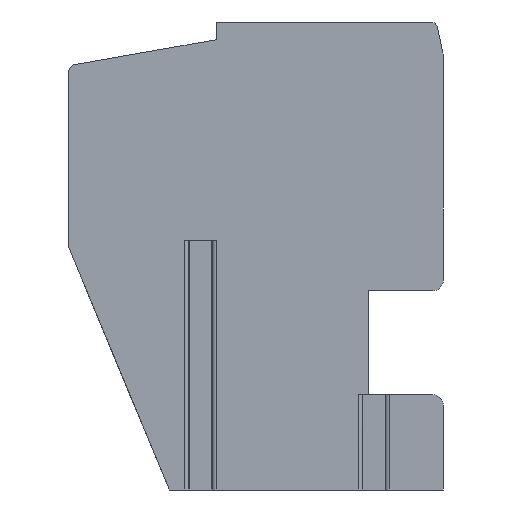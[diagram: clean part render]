
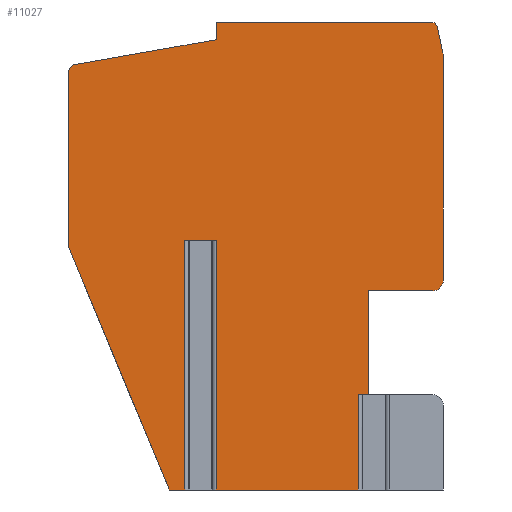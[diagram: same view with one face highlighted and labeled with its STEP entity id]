
A CAD part, left-side view. The second image highlights one B-rep face of the part: STEP entity #11027.
In plain terms, the highlighted planar face has unit normal (-1, 0, 0).
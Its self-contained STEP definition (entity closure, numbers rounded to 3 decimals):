
#18=DIRECTION('',(0.,0.,-1.));
#19=VECTOR('',#18,2.75);
#20=CARTESIAN_POINT('',(0.,-2.949,
-4.));
#21=LINE('',#20,#19);
#22=DIRECTION('',(0.,0.,-1.));
#23=VECTOR('',#22,7.2);
#24=CARTESIAN_POINT('',(0.,1.149,0.45));
#25=LINE('',#24,#23);
#26=DIRECTION('',(0.,1.,0.));
#27=VECTOR('',#26,0.901);
#28=CARTESIAN_POINT('',(0.,1.149,0.45));
#29=LINE('',#28,#27);
#30=DIRECTION('',(0.,0.,-1.));
#31=VECTOR('',#30,7.2);
#32=CARTESIAN_POINT('',(0.,2.05,0.45));
#33=LINE('',#32,#31);
#34=DIRECTION('',(0.,-0.383,-0.924));
#35=VECTOR('',#34,7.577);
#36=CARTESIAN_POINT('',(0.,5.4,0.25));
#37=LINE('',#36,#35);
#38=DIRECTION('',(0.,0.,1.));
#39=VECTOR('',#38,5.072);
#40=CARTESIAN_POINT('',(0.,5.4,0.25));
#41=LINE('',#40,#39);
#42=CARTESIAN_POINT('',(0.,5.2,5.322));
#43=DIRECTION('',(1.,0.,0.));
#44=DIRECTION('',(0.,1.,0.));
#45=AXIS2_PLACEMENT_3D('',#42,#43,#44);
#47=DIRECTION('',(0.,-0.985,0.174));
#48=VECTOR('',#47,4.148);
#49=CARTESIAN_POINT('',(0.,5.235,5.519));
#50=LINE('',#49,#48);
#51=DIRECTION('',(0.,0.,1.));
#52=VECTOR('',#51,0.511);
#53=CARTESIAN_POINT('',(0.,1.15,6.239));
#54=LINE('',#53,#52);
#55=DIRECTION('',(0.,-1.,0.));
#56=VECTOR('',#55,6.188);
#57=CARTESIAN_POINT('',(0.,1.15,6.75));
#58=LINE('',#57,#56);
#59=CARTESIAN_POINT('',(0.,-5.038,6.55));
#60=DIRECTION('',(1.,0.,0.));
#61=DIRECTION('',(0.,0.,1.));
#62=AXIS2_PLACEMENT_3D('',#59,#60,#61);
#64=DIRECTION('',(0.,-0.208,-0.978));
#65=VECTOR('',#64,0.747);
#66=CARTESIAN_POINT('',(0.,-5.234,6.592));
#67=LINE('',#66,#65);
#68=CARTESIAN_POINT('',(0.,-4.9,5.757));
#69=DIRECTION('',(1.,0.,0.));
#70=DIRECTION('',(0.,-0.978,0.208));
#71=AXIS2_PLACEMENT_3D('',#68,#69,#70);
#73=DIRECTION('',(0.,0.,-1.));
#74=VECTOR('',#73,6.457);
#75=CARTESIAN_POINT('',(0.,-5.4,5.757));
#76=LINE('',#75,#74);
#77=CARTESIAN_POINT('',(0.,-5.1,-0.7));
#78=DIRECTION('',(1.,0.,0.));
#79=DIRECTION('',(0.,-1.,0.));
#80=AXIS2_PLACEMENT_3D('',#77,#78,#79);
#82=DIRECTION('',(0.,1.,0.));
#83=VECTOR('',#82,1.85);
#84=CARTESIAN_POINT('',(0.,-5.1,-1.));
#85=LINE('',#84,#83);
#86=DIRECTION('',(0.,0.,-1.));
#87=VECTOR('',#86,3.);
#88=CARTESIAN_POINT('',(0.,-3.25,-1.));
#89=LINE('',#88,#87);
#90=DIRECTION('',(0.,-1.,0.));
#91=VECTOR('',#90,0.301);
#92=CARTESIAN_POINT('',(0.,-2.949,
-4.));
#93=LINE('',#92,#91);
#309=DIRECTION('',(0.,-1.,0.));
#310=VECTOR('',#309,0.45);
#311=CARTESIAN_POINT('',(0.,2.5,-6.75));
#312=LINE('',#311,#310);
#345=DIRECTION('',(0.,-1.,0.));
#346=VECTOR('',#345,4.099);
#347=CARTESIAN_POINT('',(0.,1.149,
-6.75));
#348=LINE('',#347,#346);
#8491=CARTESIAN_POINT('',(0.,5.4,5.322));
#8492=CARTESIAN_POINT('',(0.,5.235,5.519));
#8493=VERTEX_POINT('',#8491);
#8494=VERTEX_POINT('',#8492);
#8495=CARTESIAN_POINT('',(0.,1.15,6.239));
#8496=VERTEX_POINT('',#8495);
#8497=CARTESIAN_POINT('',(0.,1.15,6.75));
#8498=VERTEX_POINT('',#8497);
#8499=CARTESIAN_POINT('',(0.,-5.038,6.75));
#8500=VERTEX_POINT('',#8499);
#8501=CARTESIAN_POINT('',(0.,-5.234,6.592));
#8502=VERTEX_POINT('',#8501);
#8503=CARTESIAN_POINT('',(0.,-5.389,5.86));
#8504=VERTEX_POINT('',#8503);
#8505=CARTESIAN_POINT('',(0.,-5.4,5.757));
#8506=VERTEX_POINT('',#8505);
#8507=CARTESIAN_POINT('',(0.,-5.4,-0.7));
#8508=VERTEX_POINT('',#8507);
#8509=CARTESIAN_POINT('',(0.,-5.1,-1.));
#8510=VERTEX_POINT('',#8509);
#8511=CARTESIAN_POINT('',(0.,-3.25,-1.));
#8512=VERTEX_POINT('',#8511);
#9653=CARTESIAN_POINT('',(0.,5.4,0.25));
#9654=VERTEX_POINT('',#9653);
#9685=CARTESIAN_POINT('',(0.,1.149,
0.45));
#9686=CARTESIAN_POINT('',(0.,2.05,
0.45));
#9687=VERTEX_POINT('',#9685);
#9688=VERTEX_POINT('',#9686);
#9689=CARTESIAN_POINT('',(0.,1.149,
-6.75));
#9690=VERTEX_POINT('',#9689);
#9691=CARTESIAN_POINT('',(0.,2.05,
-6.75));
#9692=VERTEX_POINT('',#9691);
#9705=CARTESIAN_POINT('',(0.,2.5,-6.75));
#9706=VERTEX_POINT('',#9705);
#9717=CARTESIAN_POINT('',(0.,-2.949,
-4.));
#9718=CARTESIAN_POINT('',(0.,-2.949,
-6.75));
#9719=VERTEX_POINT('',#9717);
#9720=VERTEX_POINT('',#9718);
#9721=CARTESIAN_POINT('',(0.,-3.25,-4.));
#9722=VERTEX_POINT('',#9721);
#10980=CARTESIAN_POINT('',(0.,0.,0.));
#10981=DIRECTION('',(1.,0.,0.));
#10982=DIRECTION('',(0.,0.,-1.));
#10983=AXIS2_PLACEMENT_3D('',#10980,#10981,#10982);
#10984=PLANE('',#10983);
#10986=ORIENTED_EDGE('',*,*,#10985,.T.);
#10988=ORIENTED_EDGE('',*,*,#10987,.F.);
#10990=ORIENTED_EDGE('',*,*,#10989,.F.);
#10992=ORIENTED_EDGE('',*,*,#10991,.T.);
#10994=ORIENTED_EDGE('',*,*,#10993,.T.);
#10996=ORIENTED_EDGE('',*,*,#10995,.F.);
#10998=ORIENTED_EDGE('',*,*,#10997,.F.);
#11000=ORIENTED_EDGE('',*,*,#10999,.T.);
#11002=ORIENTED_EDGE('',*,*,#11001,.T.);
#11004=ORIENTED_EDGE('',*,*,#11003,.T.);
#11006=ORIENTED_EDGE('',*,*,#11005,.T.);
#11008=ORIENTED_EDGE('',*,*,#11007,.T.);
#11010=ORIENTED_EDGE('',*,*,#11009,.T.);
#11012=ORIENTED_EDGE('',*,*,#11011,.T.);
#11014=ORIENTED_EDGE('',*,*,#11013,.T.);
#11016=ORIENTED_EDGE('',*,*,#11015,.T.);
#11018=ORIENTED_EDGE('',*,*,#11017,.T.);
#11020=ORIENTED_EDGE('',*,*,#11019,.T.);
#11022=ORIENTED_EDGE('',*,*,#11021,.T.);
#11024=ORIENTED_EDGE('',*,*,#11023,.F.);
#11025=EDGE_LOOP('',(#10986,#10988,#10990,#10992,#10994,#10996,#10998,#11000,
#11002,#11004,#11006,#11008,#11010,#11012,#11014,#11016,#11018,#11020,#11022,
#11024));
#11026=FACE_OUTER_BOUND('',#11025,.F.);
#11027=ADVANCED_FACE('',(#11026),#10984,.F.);
#46=CIRCLE('',#45,0.2);
#63=CIRCLE('',#62,0.2);
#72=CIRCLE('',#71,0.5);
#81=CIRCLE('',#80,0.3);
#10985=EDGE_CURVE('',#9719,#9720,#21,.T.);
#10987=EDGE_CURVE('',#9690,#9720,#348,.T.);
#10989=EDGE_CURVE('',#9687,#9690,#25,.T.);
#10991=EDGE_CURVE('',#9687,#9688,#29,.T.);
#10993=EDGE_CURVE('',#9688,#9692,#33,.T.);
#10995=EDGE_CURVE('',#9706,#9692,#312,.T.);
#10997=EDGE_CURVE('',#9654,#9706,#37,.T.);
#10999=EDGE_CURVE('',#9654,#8493,#41,.T.);
#11001=EDGE_CURVE('',#8493,#8494,#46,.T.);
#11003=EDGE_CURVE('',#8494,#8496,#50,.T.);
#11005=EDGE_CURVE('',#8496,#8498,#54,.T.);
#11007=EDGE_CURVE('',#8498,#8500,#58,.T.);
#11009=EDGE_CURVE('',#8500,#8502,#63,.T.);
#11011=EDGE_CURVE('',#8502,#8504,#67,.T.);
#11013=EDGE_CURVE('',#8504,#8506,#72,.T.);
#11015=EDGE_CURVE('',#8506,#8508,#76,.T.);
#11017=EDGE_CURVE('',#8508,#8510,#81,.T.);
#11019=EDGE_CURVE('',#8510,#8512,#85,.T.);
#11021=EDGE_CURVE('',#8512,#9722,#89,.T.);
#11023=EDGE_CURVE('',#9719,#9722,#93,.T.);
